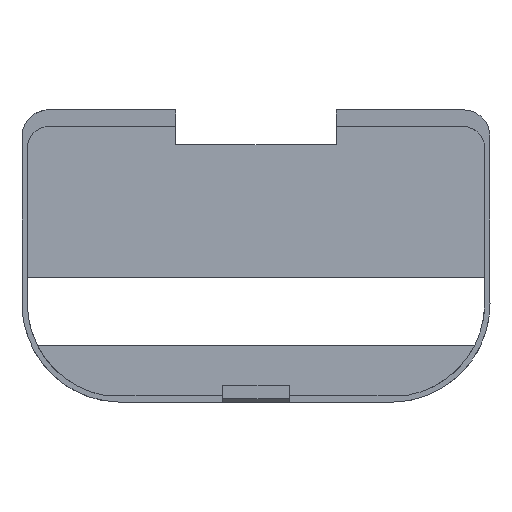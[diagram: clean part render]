
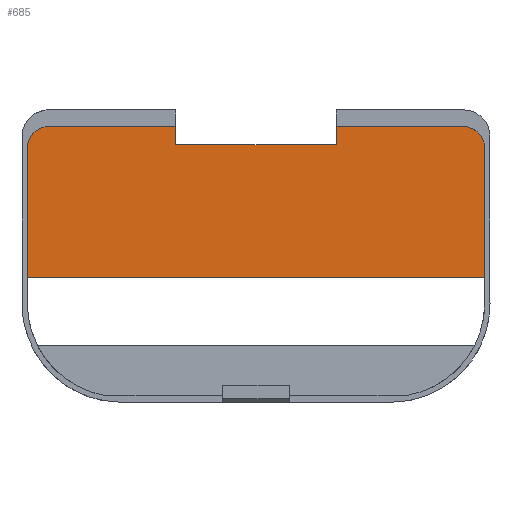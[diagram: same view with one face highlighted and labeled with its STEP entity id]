
A CAD part, top view. The second image highlights one B-rep face of the part: STEP entity #685.
In plain terms, the highlighted planar face has unit normal (0, 0, 1).
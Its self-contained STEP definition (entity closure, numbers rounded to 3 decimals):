
#17=CIRCLE('',#728,3.2);
#25=CIRCLE('',#752,3.2);
#69=FACE_OUTER_BOUND('',#105,.T.);
#105=EDGE_LOOP('',(#583,#584,#585,#586,#587,#588,#589,#590,#591,#592));
#146=LINE('',#1034,#226);
#156=LINE('',#1057,#236);
#161=LINE('',#1069,#241);
#176=LINE('',#1106,#256);
#183=LINE('',#1123,#263);
#184=LINE('',#1127,#264);
#185=LINE('',#1129,#265);
#186=LINE('',#1132,#266);
#226=VECTOR('',#831,10.);
#236=VECTOR('',#853,10.);
#241=VECTOR('',#864,10.);
#256=VECTOR('',#901,10.);
#263=VECTOR('',#918,10.);
#264=VECTOR('',#923,10.);
#265=VECTOR('',#924,10.);
#266=VECTOR('',#927,10.);
#305=VERTEX_POINT('',#1031);
#306=VERTEX_POINT('',#1033);
#311=VERTEX_POINT('',#1047);
#313=VERTEX_POINT('',#1055);
#317=VERTEX_POINT('',#1067);
#328=VERTEX_POINT('',#1105);
#333=VERTEX_POINT('',#1121);
#334=VERTEX_POINT('',#1126);
#335=VERTEX_POINT('',#1128);
#336=VERTEX_POINT('',#1130);
#378=EDGE_CURVE('',#305,#306,#146,.T.);
#386=EDGE_CURVE('',#305,#311,#17,.F.);
#390=EDGE_CURVE('',#313,#311,#156,.T.);
#396=EDGE_CURVE('',#313,#317,#161,.T.);
#415=EDGE_CURVE('',#328,#306,#176,.T.);
#424=EDGE_CURVE('',#317,#333,#183,.T.);
#425=EDGE_CURVE('',#333,#334,#184,.T.);
#426=EDGE_CURVE('',#335,#334,#185,.T.);
#427=EDGE_CURVE('',#335,#336,#25,.F.);
#428=EDGE_CURVE('',#336,#328,#186,.F.);
#583=ORIENTED_EDGE('',*,*,#415,.T.);
#584=ORIENTED_EDGE('',*,*,#378,.F.);
#585=ORIENTED_EDGE('',*,*,#386,.T.);
#586=ORIENTED_EDGE('',*,*,#390,.F.);
#587=ORIENTED_EDGE('',*,*,#396,.T.);
#588=ORIENTED_EDGE('',*,*,#424,.T.);
#589=ORIENTED_EDGE('',*,*,#425,.T.);
#590=ORIENTED_EDGE('',*,*,#426,.F.);
#591=ORIENTED_EDGE('',*,*,#427,.T.);
#592=ORIENTED_EDGE('',*,*,#428,.T.);
#653=PLANE('',#751);
#685=ADVANCED_FACE('',(#69),#653,.T.);
#728=AXIS2_PLACEMENT_3D('',#1049,#844,#845);
#751=AXIS2_PLACEMENT_3D('',#1125,#921,#922);
#752=AXIS2_PLACEMENT_3D('',#1131,#925,#926);
#831=DIRECTION('',(0.,-1.,0.));
#844=DIRECTION('center_axis',(0.,0.,-1.));
#845=DIRECTION('ref_axis',(1.,0.,0.));
#853=DIRECTION('',(1.,0.,0.));
#864=DIRECTION('',(0.,-1.,0.));
#901=DIRECTION('',(1.,0.,0.));
#918=DIRECTION('',(-1.,0.,0.));
#921=DIRECTION('center_axis',(0.,0.,1.));
#922=DIRECTION('ref_axis',(1.,0.,0.));
#923=DIRECTION('',(0.,1.,0.));
#924=DIRECTION('',(1.,0.,0.));
#925=DIRECTION('center_axis',(0.,0.,-1.));
#926=DIRECTION('ref_axis',(0.,1.,0.));
#927=DIRECTION('',(0.,1.,0.));
#1031=CARTESIAN_POINT('',(34.2,14.5,0.));
#1033=CARTESIAN_POINT('',(34.2,-4.925,0.));
#1034=CARTESIAN_POINT('',(34.2,-5.624,0.));
#1047=CARTESIAN_POINT('',(31.,17.7,0.));
#1049=CARTESIAN_POINT('Origin',(31.,14.5,0.));
#1055=CARTESIAN_POINT('',(12.,17.7,0.));
#1057=CARTESIAN_POINT('',(15.5,17.7,0.));
#1067=CARTESIAN_POINT('',(12.,15.,0.));
#1069=CARTESIAN_POINT('',(12.,8.75,0.));
#1105=CARTESIAN_POINT('',(-34.2,-4.925,0.));
#1106=CARTESIAN_POINT('',(-17.,-4.925,0.));
#1121=CARTESIAN_POINT('',(-12.,15.,0.));
#1123=CARTESIAN_POINT('',(6.,15.,0.));
#1125=CARTESIAN_POINT('Origin',(0.,-2.5,0.));
#1126=CARTESIAN_POINT('',(-12.,17.7,0.));
#1127=CARTESIAN_POINT('',(-12.,6.25,0.));
#1128=CARTESIAN_POINT('',(-31.,17.7,0.));
#1129=CARTESIAN_POINT('',(15.5,17.7,0.));
#1130=CARTESIAN_POINT('',(-34.2,14.5,0.));
#1131=CARTESIAN_POINT('Origin',(-31.,14.5,0.));
#1132=CARTESIAN_POINT('',(-34.2,6.,0.));
